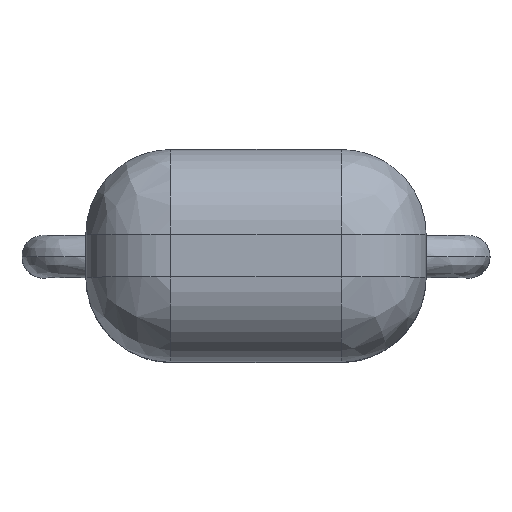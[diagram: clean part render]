
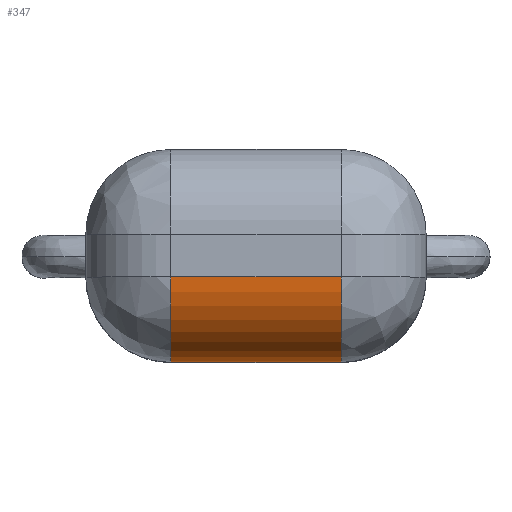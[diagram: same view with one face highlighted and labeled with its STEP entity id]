
A CAD part, top view. The second image highlights one B-rep face of the part: STEP entity #347.
In plain terms, the highlighted cylindrical face has radius 1 mm (diameter 2 mm), a partial arc.
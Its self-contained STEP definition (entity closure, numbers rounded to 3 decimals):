
#60 = AXIS2_PLACEMENT_3D ( 'NONE', #1081, #1465, #1018 ) ;
#83 = CARTESIAN_POINT ( 'NONE',  ( 3.517, -0.25, 5.54 ) ) ;
#88 = VERTEX_POINT ( 'NONE', #398 ) ;
#194 = EDGE_CURVE ( 'NONE', #88, #1421, #1446, .T. ) ;
#236 = LINE ( 'NONE', #1231, #903 ) ;
#312 = CARTESIAN_POINT ( 'NONE',  ( 3.5, -0.25, 6.54 ) ) ;
#347 = ADVANCED_FACE ( 'NONE', ( #702 ), #1213, .T. ) ;
#364 = EDGE_CURVE ( 'NONE', #88, #1447, #560, .T. ) ;
#378 = VECTOR ( 'NONE', #1546, 1000. ) ;
#398 = CARTESIAN_POINT ( 'NONE',  ( 1.5, -0.25, 6.54 ) ) ;
#445 = EDGE_CURVE ( 'NONE', #1421, #501, #1429, .T. ) ;
#458 = AXIS2_PLACEMENT_3D ( 'NONE', #880, #752, #1520 ) ;
#501 = VERTEX_POINT ( 'NONE', #554 ) ;
#526 = ORIENTED_EDGE ( 'NONE', *, *, #364, .T. ) ;
#554 = CARTESIAN_POINT ( 'NONE',  ( 3.5, -1.25, 5.54 ) ) ;
#560 = CIRCLE ( 'NONE', #60, 1. ) ;
#585 = DIRECTION ( 'NONE',  ( -1., 0., 0. ) ) ;
#675 = ORIENTED_EDGE ( 'NONE', *, *, #1503, .F. ) ;
#702 = FACE_OUTER_BOUND ( 'NONE', #1268, .T. ) ;
#727 = DIRECTION ( 'NONE',  ( 0., 0., 1. ) ) ;
#752 = DIRECTION ( 'NONE',  ( 1., 0., 0. ) ) ;
#764 = AXIS2_PLACEMENT_3D ( 'NONE', #83, #585, #727 ) ;
#794 = ORIENTED_EDGE ( 'NONE', *, *, #194, .F. ) ;
#830 = DIRECTION ( 'NONE',  ( -1., 0., 0. ) ) ;
#880 = CARTESIAN_POINT ( 'NONE',  ( 3.5, -0.25, 5.54 ) ) ;
#903 = VECTOR ( 'NONE', #830, 1000. ) ;
#1018 = DIRECTION ( 'NONE',  ( 0., 0., 1. ) ) ;
#1066 = CARTESIAN_POINT ( 'NONE',  ( 3.5, -0.25, 6.54 ) ) ;
#1081 = CARTESIAN_POINT ( 'NONE',  ( 1.5, -0.25, 5.54 ) ) ;
#1179 = CARTESIAN_POINT ( 'NONE',  ( 1.5, -1.25, 5.54 ) ) ;
#1213 = CYLINDRICAL_SURFACE ( 'NONE', #764, 1. ) ;
#1231 = CARTESIAN_POINT ( 'NONE',  ( 0., -1.25, 5.54 ) ) ;
#1238 = ORIENTED_EDGE ( 'NONE', *, *, #445, .F. ) ;
#1268 = EDGE_LOOP ( 'NONE', ( #526, #675, #1238, #794 ) ) ;
#1421 = VERTEX_POINT ( 'NONE', #312 ) ;
#1429 = CIRCLE ( 'NONE', #458, 1. ) ;
#1446 = LINE ( 'NONE', #1066, #378 ) ;
#1447 = VERTEX_POINT ( 'NONE', #1179 ) ;
#1465 = DIRECTION ( 'NONE',  ( 1., 0., 0. ) ) ;
#1503 = EDGE_CURVE ( 'NONE', #501, #1447, #236, .T. ) ;
#1520 = DIRECTION ( 'NONE',  ( 0., 0., 1. ) ) ;
#1546 = DIRECTION ( 'NONE',  ( 1., 0., 0. ) ) ;
